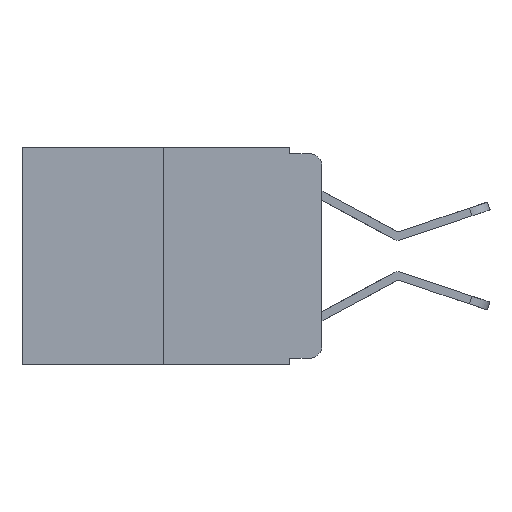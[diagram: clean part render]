
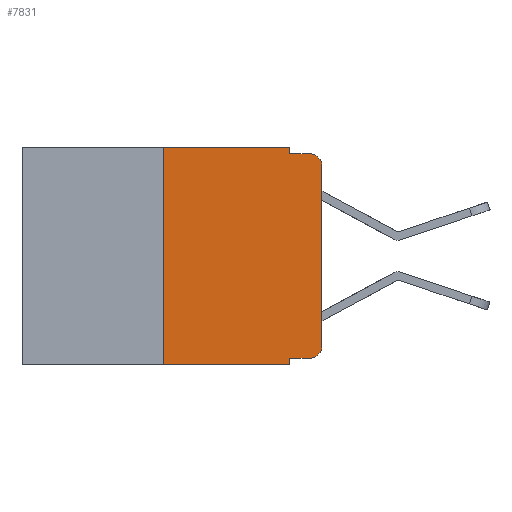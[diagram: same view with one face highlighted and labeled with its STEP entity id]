
A CAD part, left-side view. The second image highlights one B-rep face of the part: STEP entity #7831.
In plain terms, the highlighted planar face has unit normal (-1, 0, 0).
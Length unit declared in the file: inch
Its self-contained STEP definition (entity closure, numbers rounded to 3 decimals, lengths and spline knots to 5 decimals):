
#117 = LINE ( 'NONE', #11290, #7556 ) ;
#246 = CARTESIAN_POINT ( 'NONE',  ( 0., 0.02, -0.313 ) ) ;
#339 = CARTESIAN_POINT ( 'NONE',  ( 0., 0.473, 0. ) ) ;
#651 = VERTEX_POINT ( 'NONE', #10147 ) ;
#1058 = EDGE_LOOP ( 'NONE', ( #1906, #4556, #3716, #4691, #3099, #6975, #6573, #1345, #6584, #8992 ) ) ;
#1180 = VECTOR ( 'NONE', #8429, 39.37008 ) ;
#1269 = CARTESIAN_POINT ( 'NONE',  ( 0., 0.25, 0. ) ) ;
#1345 = ORIENTED_EDGE ( 'NONE', *, *, #5808, .F. ) ;
#1359 = VERTEX_POINT ( 'NONE', #8139 ) ;
#1507 = CARTESIAN_POINT ( 'NONE',  ( 0., 0.473, 0. ) ) ;
#1666 = FACE_OUTER_BOUND ( 'NONE', #1058, .T. ) ;
#1708 = EDGE_CURVE ( 'NONE', #9389, #8882, #4359, .T. ) ;
#1731 = CARTESIAN_POINT ( 'NONE',  ( 0., 0., -0.313 ) ) ;
#1906 = ORIENTED_EDGE ( 'NONE', *, *, #8867, .T. ) ;
#1909 = AXIS2_PLACEMENT_3D ( 'NONE', #9570, #4255, #10410 ) ;
#2039 = VERTEX_POINT ( 'NONE', #7197 ) ;
#2104 = CARTESIAN_POINT ( 'NONE',  ( 0., 0.473, -0.343 ) ) ;
#2452 = DIRECTION ( 'NONE',  ( 0., 0., -1. ) ) ;
#2677 = EDGE_CURVE ( 'NONE', #6916, #2039, #10777, .T. ) ;
#2773 = CARTESIAN_POINT ( 'NONE',  ( 0., 0.051, -0.01 ) ) ;
#2886 = DIRECTION ( 'NONE',  ( 0., -1., 0. ) ) ;
#3038 = DIRECTION ( 'NONE',  ( 0., -1., 0. ) ) ;
#3099 = ORIENTED_EDGE ( 'NONE', *, *, #1708, .F. ) ;
#3122 = EDGE_CURVE ( 'NONE', #1359, #4016, #11532, .T. ) ;
#3164 = DIRECTION ( 'NONE',  ( 0., 0., -1. ) ) ;
#3396 = DIRECTION ( 'NONE',  ( -1., 0., 0. ) ) ;
#3440 = VECTOR ( 'NONE', #3038, 39.37008 ) ;
#3716 = ORIENTED_EDGE ( 'NONE', *, *, #4868, .F. ) ;
#3940 = CARTESIAN_POINT ( 'NONE',  ( 0., 0.25, -0.343 ) ) ;
#4016 = VERTEX_POINT ( 'NONE', #1731 ) ;
#4147 = CARTESIAN_POINT ( 'NONE',  ( 0., 0.051, -0.01 ) ) ;
#4255 = DIRECTION ( 'NONE',  ( -1., 0., 0. ) ) ;
#4359 = LINE ( 'NONE', #339, #8837 ) ;
#4382 = EDGE_CURVE ( 'NONE', #7884, #1359, #8388, .T. ) ;
#4556 = ORIENTED_EDGE ( 'NONE', *, *, #7117, .T. ) ;
#4691 = ORIENTED_EDGE ( 'NONE', *, *, #5658, .F. ) ;
#4868 = EDGE_CURVE ( 'NONE', #5929, #651, #5744, .T. ) ;
#5116 = DIRECTION ( 'NONE',  ( 0., 0., 1. ) ) ;
#5191 = AXIS2_PLACEMENT_3D ( 'NONE', #246, #3396, #3164 ) ;
#5658 = EDGE_CURVE ( 'NONE', #8882, #5929, #117, .T. ) ;
#5744 = LINE ( 'NONE', #2773, #10092 ) ;
#5808 = EDGE_CURVE ( 'NONE', #7884, #2039, #7953, .T. ) ;
#5929 = VERTEX_POINT ( 'NONE', #4147 ) ;
#6573 = ORIENTED_EDGE ( 'NONE', *, *, #2677, .T. ) ;
#6584 = ORIENTED_EDGE ( 'NONE', *, *, #4382, .T. ) ;
#6681 = DIRECTION ( 'NONE',  ( 0., -1., 0. ) ) ;
#6916 = VERTEX_POINT ( 'NONE', #3940 ) ;
#6975 = ORIENTED_EDGE ( 'NONE', *, *, #7214, .F. ) ;
#6976 = DIRECTION ( 'NONE',  ( 0., -1., 0. ) ) ;
#7015 = LINE ( 'NONE', #11150, #8780 ) ;
#7089 = LINE ( 'NONE', #11325, #11578 ) ;
#7117 = EDGE_CURVE ( 'NONE', #9691, #651, #8201, .T. ) ;
#7197 = CARTESIAN_POINT ( 'NONE',  ( 0., 0.051, -0.343 ) ) ;
#7214 = EDGE_CURVE ( 'NONE', #6916, #9389, #7089, .T. ) ;
#7298 = CARTESIAN_POINT ( 'NONE',  ( 0., 0., -0.03 ) ) ;
#7556 = VECTOR ( 'NONE', #8748, 39.37008 ) ;
#7831 = ADVANCED_FACE ( 'NONE', ( #1666 ), #11280, .F. ) ;
#7884 = VERTEX_POINT ( 'NONE', #10530 ) ;
#7945 = DIRECTION ( 'NONE',  ( 1., 0., 0. ) ) ;
#7953 = LINE ( 'NONE', #10047, #1180 ) ;
#8115 = AXIS2_PLACEMENT_3D ( 'NONE', #1507, #7945, #2452 ) ;
#8139 = CARTESIAN_POINT ( 'NONE',  ( 0., 0.02, -0.333 ) ) ;
#8201 = CIRCLE ( 'NONE', #1909, 0.02 ) ;
#8388 = LINE ( 'NONE', #11612, #8647 ) ;
#8429 = DIRECTION ( 'NONE',  ( 0., 0., -1. ) ) ;
#8647 = VECTOR ( 'NONE', #6976, 39.37008 ) ;
#8748 = DIRECTION ( 'NONE',  ( 0., 0., -1. ) ) ;
#8780 = VECTOR ( 'NONE', #5116, 39.37008 ) ;
#8826 = DIRECTION ( 'NONE',  ( 0., 0., 1. ) ) ;
#8837 = VECTOR ( 'NONE', #2886, 39.37008 ) ;
#8867 = EDGE_CURVE ( 'NONE', #4016, #9691, #7015, .T. ) ;
#8882 = VERTEX_POINT ( 'NONE', #9533 ) ;
#8992 = ORIENTED_EDGE ( 'NONE', *, *, #3122, .T. ) ;
#9389 = VERTEX_POINT ( 'NONE', #1269 ) ;
#9533 = CARTESIAN_POINT ( 'NONE',  ( 0., 0.051, 0. ) ) ;
#9570 = CARTESIAN_POINT ( 'NONE',  ( 0., 0.02, -0.03 ) ) ;
#9691 = VERTEX_POINT ( 'NONE', #7298 ) ;
#10047 = CARTESIAN_POINT ( 'NONE',  ( 0., 0.051, 0. ) ) ;
#10092 = VECTOR ( 'NONE', #6681, 39.37008 ) ;
#10147 = CARTESIAN_POINT ( 'NONE',  ( 0., 0.02, -0.01 ) ) ;
#10410 = DIRECTION ( 'NONE',  ( 0., 0., -1. ) ) ;
#10530 = CARTESIAN_POINT ( 'NONE',  ( 0., 0.051, -0.333 ) ) ;
#10777 = LINE ( 'NONE', #2104, #3440 ) ;
#11150 = CARTESIAN_POINT ( 'NONE',  ( 0., 0., 0. ) ) ;
#11280 = PLANE ( 'NONE',  #8115 ) ;
#11290 = CARTESIAN_POINT ( 'NONE',  ( 0., 0.051, 0. ) ) ;
#11325 = CARTESIAN_POINT ( 'NONE',  ( 0., 0.25, 0. ) ) ;
#11532 = CIRCLE ( 'NONE', #5191, 0.02 ) ;
#11578 = VECTOR ( 'NONE', #8826, 39.37008 ) ;
#11612 = CARTESIAN_POINT ( 'NONE',  ( 0., 0.051, -0.333 ) ) ;
